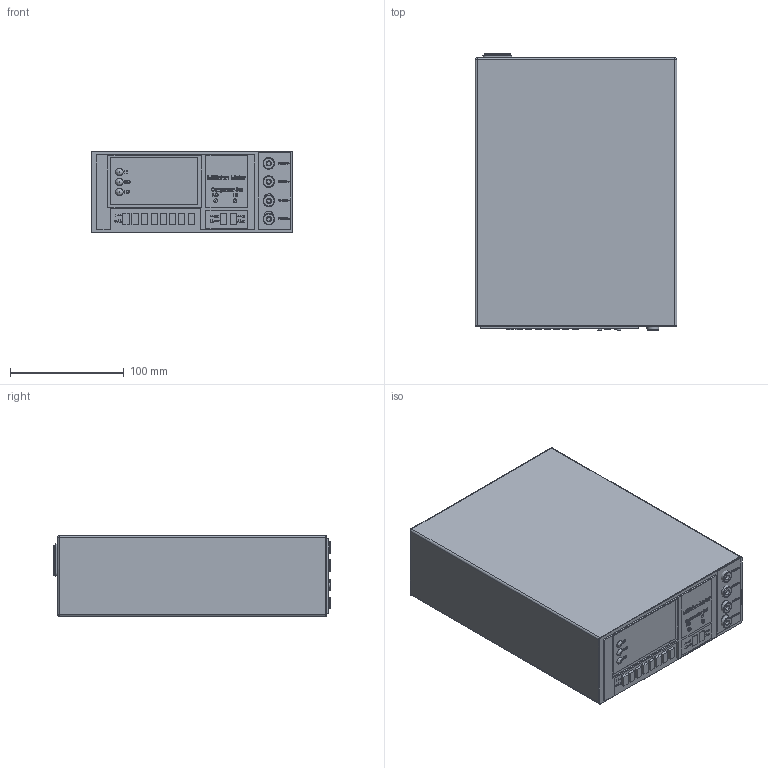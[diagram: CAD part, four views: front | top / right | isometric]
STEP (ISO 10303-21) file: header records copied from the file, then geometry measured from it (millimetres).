
FILE_DESCRIPTION(('FreeCAD Model'),'2;1');
FILE_NAME('Open CASCADE Shape Model','2025-04-30T07:08:59',('FreeCAD'),( 'FreeCAD'),'Open CASCADE STEP processor 7.6','FreeCAD','Unknown');
FILE_SCHEMA(('AUTOMOTIVE_DESIGN { 1 0 10303 214 1 1 1 1 }'));
Products named in the file (1): Open CASCADE STEP translator 7.6 1
Bounding box: 177.35 x 243.41 x 71.13 mm (x, y, z)
Volume: 3005735.5 mm3; surface area: 197759.2 mm2
Topology: 132 solids, 132 shells, 3798 faces, 9795 edges, 6269 vertices
Faces by surface type: bspline 3798
Entity records: 227745 total; most frequent: CARTESIAN_POINT 168995, ORIENTED_EDGE 19474, EDGE_CURVE 9737, B_SPLINE_CURVE_WITH_KNOTS 8205, VERTEX_POINT 6269, FACE_BOUND 4148, EDGE_LOOP 4148, ADVANCED_FACE 3798
